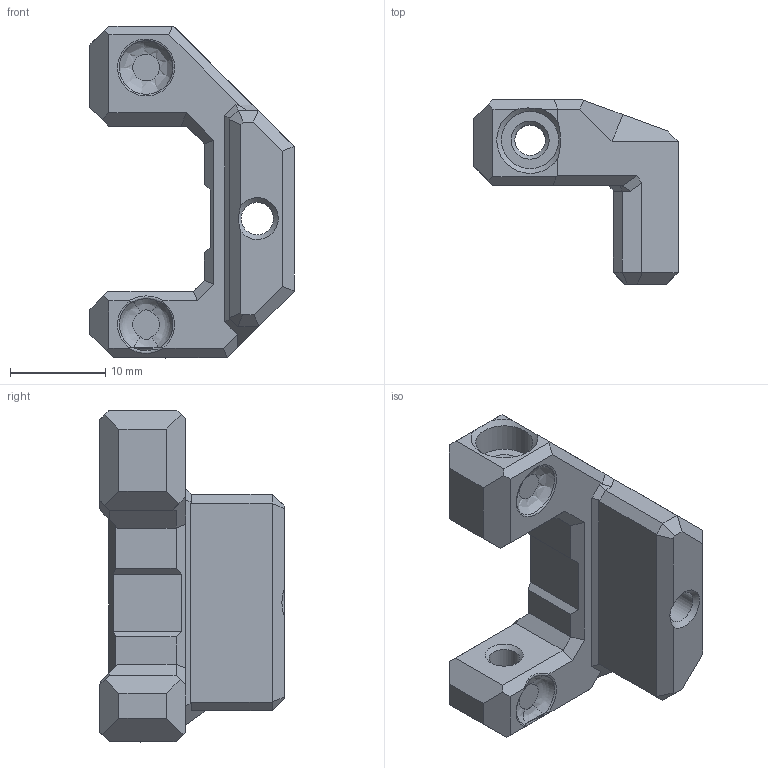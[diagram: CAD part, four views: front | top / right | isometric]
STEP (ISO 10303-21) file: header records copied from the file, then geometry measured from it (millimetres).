
FILE_DESCRIPTION(/* description */ (''),/* implementation_level */ '2;1');
FILE_NAME(/* name */ 'Idler_B_A_x1.step',/* time_stamp */ '2025-12-31T11:45:48-05:00',/* author */ (''),/* organization */ (''),/* preprocessor_version */ 'ST-DEVELOPER v20.1',/* originating_system */ 'Autodesk Translation Framework v14.21.0.0',/* authorisation */ '');
FILE_SCHEMA (('AUTOMOTIVE_DESIGN { 1 0 10303 214 3 1 1 }'));
Length unit declared in the file: millimetre
Products named in the file (1): Idler_B
Bounding box: 21.44 x 19.35 x 34.86 mm (x, y, z)
Volume: 4165 mm3; surface area: 2536.4 mm2
Topology: 1 solids, 1 shells, 103 faces, 283 edges, 183 vertices
Faces by surface type: plane 80, bspline 11, cylinder 6, cone 6
Full cylindrical faces by diameter (mm): 3.2 x2, 3.4 x1, 4.7 x1, 6 x1
Entity records: 11585 total; most frequent: CARTESIAN_POINT 9026, ORIENTED_EDGE 566, DIRECTION 449, EDGE_CURVE 283, LINE 215, VECTOR 215, VERTEX_POINT 183, AXIS2_PLACEMENT_3D 117
